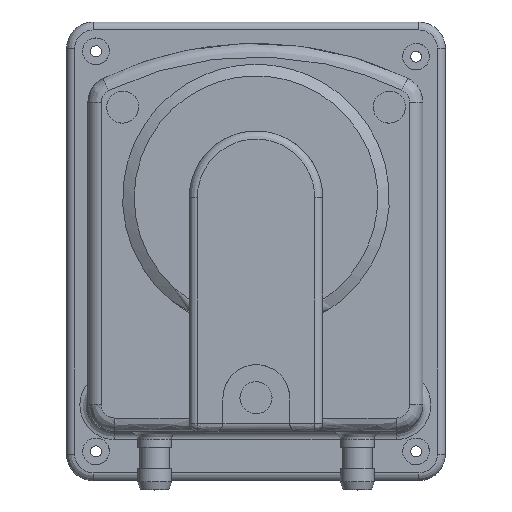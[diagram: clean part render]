
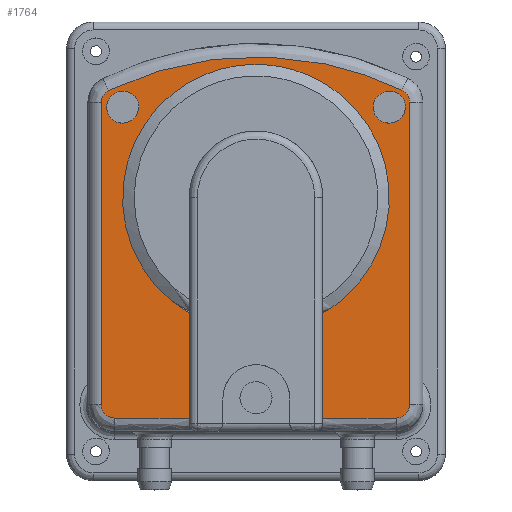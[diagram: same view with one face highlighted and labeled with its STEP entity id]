
A CAD part, top view. The second image highlights one B-rep face of the part: STEP entity #1764.
In plain terms, the highlighted free-form (B-spline) face has degree [1, 1] with [2, 2] control points.
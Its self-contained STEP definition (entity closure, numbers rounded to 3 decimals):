
#1206 = VERTEX_POINT('',#1207);
#1207 = CARTESIAN_POINT('',(-31.69,-54.889,
    237.678));
#1276 = EDGE_CURVE('',#1277,#1206,#1279,.T.);
#1277 = VERTEX_POINT('',#1278);
#1278 = CARTESIAN_POINT('',(-31.69,-104.665,
    237.678));
#1279 = B_SPLINE_CURVE_WITH_KNOTS('',1,(#1280,#1281),.UNSPECIFIED.,.F.,
  .F.,(2,2),(-50.809,-11.541),.PIECEWISE_BEZIER_KNOTS.);
#1280 = CARTESIAN_POINT('',(-31.69,-104.665,
    237.678));
#1281 = CARTESIAN_POINT('',(-31.69,-54.889,
    237.678));
#1474 = VERTEX_POINT('',#1475);
#1475 = CARTESIAN_POINT('',(31.69,-104.665,
    237.678));
#1481 = EDGE_CURVE('',#1482,#1474,#1484,.T.);
#1482 = VERTEX_POINT('',#1483);
#1483 = CARTESIAN_POINT('',(31.69,-54.889,
    237.678));
#1484 = B_SPLINE_CURVE_WITH_KNOTS('',1,(#1485,#1486),.UNSPECIFIED.,.F.,
  .F.,(2,2),(11.541,50.809),.PIECEWISE_BEZIER_KNOTS.);
#1485 = CARTESIAN_POINT('',(31.69,-54.889,
    237.678));
#1486 = CARTESIAN_POINT('',(31.69,-104.665,
    237.678));
#1667 = VERTEX_POINT('',#1668);
#1668 = CARTESIAN_POINT('',(-55.775,43.099,
    237.678));
#1673 = EDGE_CURVE('',#1667,#1667,#1674,.T.);
#1674 = ( BOUNDED_CURVE() B_SPLINE_CURVE(2,(#1675,#1676,#1677,#1678,
#1679,#1680,#1681),.UNSPECIFIED.,.T.,.F.) B_SPLINE_CURVE_WITH_KNOTS((1,2
    ,2,2,2,1),(-2.094,0.,2.094,4.189,
6.283,8.378),.UNSPECIFIED.) CURVE() 
GEOMETRIC_REPRESENTATION_ITEM() RATIONAL_B_SPLINE_CURVE((1.,0.5,1.,0.5,
1.,0.5,1.)) REPRESENTATION_ITEM('') );
#1675 = CARTESIAN_POINT('',(-55.775,43.099,
    237.678));
#1676 = CARTESIAN_POINT('',(-55.775,29.926,
    237.678));
#1677 = CARTESIAN_POINT('',(-67.184,36.512,
    237.678));
#1678 = CARTESIAN_POINT('',(-78.592,43.099,
    237.678));
#1679 = CARTESIAN_POINT('',(-67.184,49.686,
    237.678));
#1680 = CARTESIAN_POINT('',(-55.775,56.272,
    237.678));
#1681 = CARTESIAN_POINT('',(-55.775,43.099,
    237.678));
#1724 = VERTEX_POINT('',#1725);
#1725 = CARTESIAN_POINT('',(70.987,43.099,
    237.678));
#1730 = EDGE_CURVE('',#1724,#1724,#1731,.T.);
#1731 = ( BOUNDED_CURVE() B_SPLINE_CURVE(2,(#1732,#1733,#1734,#1735,
#1736,#1737,#1738),.UNSPECIFIED.,.T.,.F.) B_SPLINE_CURVE_WITH_KNOTS((1,2
    ,2,2,2,1),(-2.094,0.,2.094,4.189,
6.283,8.378),.UNSPECIFIED.) CURVE() 
GEOMETRIC_REPRESENTATION_ITEM() RATIONAL_B_SPLINE_CURVE((1.,0.5,1.,0.5,
1.,0.5,1.)) REPRESENTATION_ITEM('') );
#1732 = CARTESIAN_POINT('',(70.987,43.099,
    237.678));
#1733 = CARTESIAN_POINT('',(70.987,29.926,
    237.678));
#1734 = CARTESIAN_POINT('',(59.578,36.512,
    237.678));
#1735 = CARTESIAN_POINT('',(48.169,43.099,
    237.678));
#1736 = CARTESIAN_POINT('',(59.578,49.686,
    237.678));
#1737 = CARTESIAN_POINT('',(70.987,56.272,
    237.678));
#1738 = CARTESIAN_POINT('',(70.987,43.099,
    237.678));
#1764 = ADVANCED_FACE('',(#1765,#1843,#1846),#1849,.T.);
#1765 = FACE_BOUND('',#1766,.T.);
#1766 = EDGE_LOOP('',(#1767,#1774,#1782,#1789,#1797,#1805,#1813,#1820,
    #1828,#1833,#1834,#1842));
#1767 = ORIENTED_EDGE('',*,*,#1768,.F.);
#1768 = EDGE_CURVE('',#1769,#1474,#1771,.T.);
#1769 = VERTEX_POINT('',#1770);
#1770 = CARTESIAN_POINT('',(66.63,-104.665,
    237.678));
#1771 = B_SPLINE_CURVE_WITH_KNOTS('',1,(#1772,#1773),.UNSPECIFIED.,.F.,
  .F.,(2,2),(-52.795,-25.232),.PIECEWISE_BEZIER_KNOTS.);
#1772 = CARTESIAN_POINT('',(66.63,-104.665,
    237.678));
#1773 = CARTESIAN_POINT('',(31.69,-104.665,
    237.678));
#1774 = ORIENTED_EDGE('',*,*,#1775,.F.);
#1775 = EDGE_CURVE('',#1776,#1769,#1778,.T.);
#1776 = VERTEX_POINT('',#1777);
#1777 = CARTESIAN_POINT('',(72.969,-98.327,
    237.678));
#1778 = ( BOUNDED_CURVE() B_SPLINE_CURVE(2,(#1779,#1780,#1781),
.UNSPECIFIED.,.F.,.F.) B_SPLINE_CURVE_WITH_KNOTS((3,3),(5.498,
7.069),.PIECEWISE_BEZIER_KNOTS.) CURVE() 
GEOMETRIC_REPRESENTATION_ITEM() RATIONAL_B_SPLINE_CURVE((1.,
0.707,1.)) REPRESENTATION_ITEM('') );
#1779 = CARTESIAN_POINT('',(72.969,-98.327,
    237.678));
#1780 = CARTESIAN_POINT('',(72.969,-104.665,
    237.678));
#1781 = CARTESIAN_POINT('',(66.63,-104.665,
    237.678));
#1782 = ORIENTED_EDGE('',*,*,#1783,.F.);
#1783 = EDGE_CURVE('',#1784,#1776,#1786,.T.);
#1784 = VERTEX_POINT('',#1785);
#1785 = CARTESIAN_POINT('',(72.969,45.449,
    237.678));
#1786 = B_SPLINE_CURVE_WITH_KNOTS('',1,(#1787,#1788),.UNSPECIFIED.,.F.,
  .F.,(2,2),(-57.122,56.3),.PIECEWISE_BEZIER_KNOTS.);
#1787 = CARTESIAN_POINT('',(72.969,45.449,
    237.678));
#1788 = CARTESIAN_POINT('',(72.969,-98.327,
    237.678));
#1789 = ORIENTED_EDGE('',*,*,#1790,.F.);
#1790 = EDGE_CURVE('',#1791,#1784,#1793,.T.);
#1791 = VERTEX_POINT('',#1792);
#1792 = CARTESIAN_POINT('',(69.381,51.159,
    237.678));
#1793 = ( BOUNDED_CURVE() B_SPLINE_CURVE(2,(#1794,#1795,#1796),
.UNSPECIFIED.,.F.,.F.) B_SPLINE_CURVE_WITH_KNOTS((3,3),(5.722,
6.844),.PIECEWISE_BEZIER_KNOTS.) CURVE() 
GEOMETRIC_REPRESENTATION_ITEM() RATIONAL_B_SPLINE_CURVE((1.,
0.847,1.)) REPRESENTATION_ITEM('') );
#1794 = CARTESIAN_POINT('',(69.381,51.159,
    237.678));
#1795 = CARTESIAN_POINT('',(72.969,49.431,
    237.678));
#1796 = CARTESIAN_POINT('',(72.969,45.449,
    237.678));
#1797 = ORIENTED_EDGE('',*,*,#1798,.F.);
#1798 = EDGE_CURVE('',#1799,#1791,#1801,.T.);
#1799 = VERTEX_POINT('',#1800);
#1800 = CARTESIAN_POINT('',(-69.998,51.007,
    237.678));
#1801 = ( BOUNDED_CURVE() B_SPLINE_CURVE(2,(#1802,#1803,#1804),
.UNSPECIFIED.,.F.,.F.) B_SPLINE_CURVE_WITH_KNOTS((3,3),(5.833,
6.733),.PIECEWISE_BEZIER_KNOTS.) CURVE() 
GEOMETRIC_REPRESENTATION_ITEM() RATIONAL_B_SPLINE_CURVE((1.,
0.9,1.)) REPRESENTATION_ITEM('') );
#1802 = CARTESIAN_POINT('',(-69.998,51.007,
    237.678));
#1803 = CARTESIAN_POINT('',(-0.345,84.749,
    237.678));
#1804 = CARTESIAN_POINT('',(69.381,51.159,
    237.678));
#1805 = ORIENTED_EDGE('',*,*,#1806,.F.);
#1806 = EDGE_CURVE('',#1807,#1799,#1809,.T.);
#1807 = VERTEX_POINT('',#1808);
#1808 = CARTESIAN_POINT('',(-73.573,45.303,
    237.678));
#1809 = ( BOUNDED_CURVE() B_SPLINE_CURVE(2,(#1810,#1811,#1812),
.UNSPECIFIED.,.F.,.F.) B_SPLINE_CURVE_WITH_KNOTS((3,3),(5.723,
6.843),.PIECEWISE_BEZIER_KNOTS.) CURVE() 
GEOMETRIC_REPRESENTATION_ITEM() RATIONAL_B_SPLINE_CURVE((1.,
0.847,1.)) REPRESENTATION_ITEM('') );
#1810 = CARTESIAN_POINT('',(-73.573,45.303,
    237.678));
#1811 = CARTESIAN_POINT('',(-73.573,49.275,
    237.678));
#1812 = CARTESIAN_POINT('',(-69.998,51.007,
    237.678));
#1813 = ORIENTED_EDGE('',*,*,#1814,.F.);
#1814 = EDGE_CURVE('',#1815,#1807,#1817,.T.);
#1815 = VERTEX_POINT('',#1816);
#1816 = CARTESIAN_POINT('',(-73.573,-98.327,
    237.678));
#1817 = B_SPLINE_CURVE_WITH_KNOTS('',1,(#1818,#1819),.UNSPECIFIED.,.F.,
  .F.,(2,2),(-56.268,57.04),.PIECEWISE_BEZIER_KNOTS.);
#1818 = CARTESIAN_POINT('',(-73.573,-98.327,
    237.678));
#1819 = CARTESIAN_POINT('',(-73.573,45.303,
    237.678));
#1820 = ORIENTED_EDGE('',*,*,#1821,.F.);
#1821 = EDGE_CURVE('',#1822,#1815,#1824,.T.);
#1822 = VERTEX_POINT('',#1823);
#1823 = CARTESIAN_POINT('',(-67.235,-104.665,
    237.678));
#1824 = ( BOUNDED_CURVE() B_SPLINE_CURVE(2,(#1825,#1826,#1827),
.UNSPECIFIED.,.F.,.F.) B_SPLINE_CURVE_WITH_KNOTS((3,3),(5.498,
7.069),.PIECEWISE_BEZIER_KNOTS.) CURVE() 
GEOMETRIC_REPRESENTATION_ITEM() RATIONAL_B_SPLINE_CURVE((1.,
0.707,1.)) REPRESENTATION_ITEM('') );
#1825 = CARTESIAN_POINT('',(-67.235,-104.665,
    237.678));
#1826 = CARTESIAN_POINT('',(-73.573,-104.665,
    237.678));
#1827 = CARTESIAN_POINT('',(-73.573,-98.327,
    237.678));
#1828 = ORIENTED_EDGE('',*,*,#1829,.F.);
#1829 = EDGE_CURVE('',#1277,#1822,#1830,.T.);
#1830 = B_SPLINE_CURVE_WITH_KNOTS('',1,(#1831,#1832),.UNSPECIFIED.,.F.,
  .F.,(2,2),(24.768,52.809),.PIECEWISE_BEZIER_KNOTS.);
#1831 = CARTESIAN_POINT('',(-31.69,-104.665,
    237.678));
#1832 = CARTESIAN_POINT('',(-67.235,-104.665,
    237.678));
#1833 = ORIENTED_EDGE('',*,*,#1276,.T.);
#1834 = ORIENTED_EDGE('',*,*,#1835,.T.);
#1835 = EDGE_CURVE('',#1206,#1482,#1836,.T.);
#1836 = ( BOUNDED_CURVE() B_SPLINE_CURVE(2,(#1837,#1838,#1839,#1840,
#1841),.UNSPECIFIED.,.F.,.F.) B_SPLINE_CURVE_WITH_KNOTS((3,2,3),(
    2.094,4.712,7.33),
.PIECEWISE_BEZIER_KNOTS.) CURVE() GEOMETRIC_REPRESENTATION_ITEM() 
RATIONAL_B_SPLINE_CURVE((1.,0.259,1.,0.259,1.)) 
REPRESENTATION_ITEM('') );
#1837 = CARTESIAN_POINT('',(-31.69,-54.889,
    237.678));
#1838 = CARTESIAN_POINT('',(-236.541,63.381,
    237.678));
#1839 = CARTESIAN_POINT('',(0.,63.381,
    237.678));
#1840 = CARTESIAN_POINT('',(236.541,63.381,
    237.678));
#1841 = CARTESIAN_POINT('',(31.69,-54.889,
    237.678));
#1842 = ORIENTED_EDGE('',*,*,#1481,.T.);
#1843 = FACE_BOUND('',#1844,.T.);
#1844 = EDGE_LOOP('',(#1845));
#1845 = ORIENTED_EDGE('',*,*,#1730,.T.);
#1846 = FACE_BOUND('',#1847,.T.);
#1847 = EDGE_LOOP('',(#1848));
#1848 = ORIENTED_EDGE('',*,*,#1673,.T.);
#1849 = B_SPLINE_SURFACE_WITH_KNOTS('',1,1,(
    (#1850,#1851)
    ,(#1852,#1853
    )),.UNSPECIFIED.,.F.,.F.,.F.,(2,2),(2,2),(-57.815,
    57.789),(-62.833,72.617),
  .PIECEWISE_BEZIER_KNOTS.);
#1850 = CARTESIAN_POINT('',(-73.573,-104.665,
    237.678));
#1851 = CARTESIAN_POINT('',(-73.573,67.034,
    237.678));
#1852 = CARTESIAN_POINT('',(72.969,-104.665,
    237.678));
#1853 = CARTESIAN_POINT('',(72.969,67.034,
    237.678));
